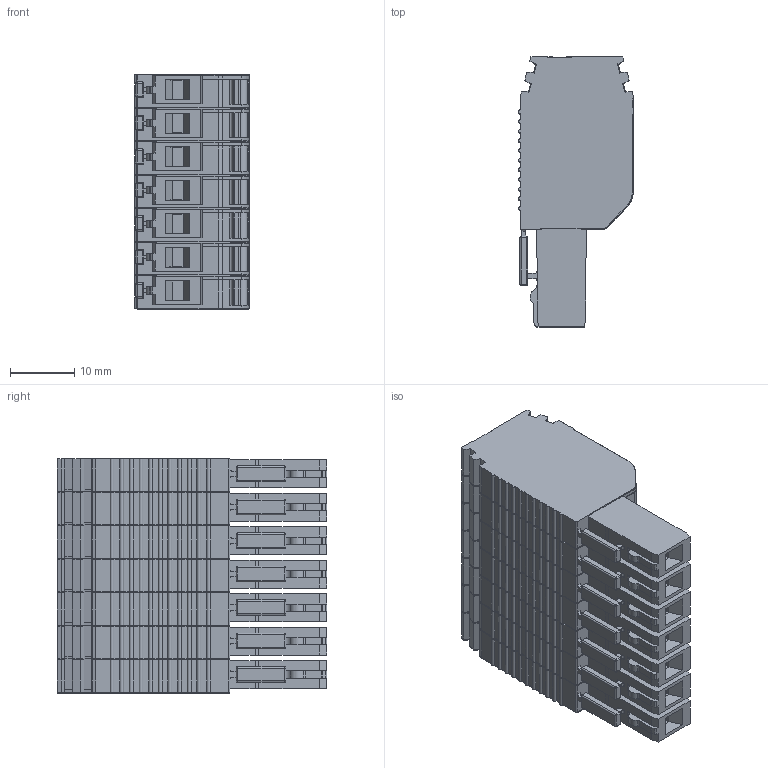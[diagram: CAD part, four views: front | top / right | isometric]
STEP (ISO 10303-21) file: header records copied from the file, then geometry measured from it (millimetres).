
FILE_DESCRIPTION (( 'STEP AP214' ), '1' );
FILE_NAME ('310209_SG_PT 2.5_7_Grey.STEP', '2017-09-27T05:07:11', ( '' ), ( '' ), 'SwSTEP 2.0', 'SolidWorks 2017', '' );
FILE_SCHEMA (( 'AUTOMOTIVE_DESIGN' ));
Length unit declared in the file: millimetre
Products named in the file (1): 310209_SG_PT 2.5_7_Grey
Bounding box: 17.82 x 41.9 x 36.4 mm (x, y, z)
Volume: 18487.4 mm3; surface area: 8599.2 mm2
Topology: 1 solids, 8 shells, 1971 faces, 5523 edges, 3547 vertices
Faces by surface type: plane 1396, cylinder 519, bspline 56
Entity records: 63058 total; most frequent: CARTESIAN_POINT 11868, ORIENTED_EDGE 10934, DIRECTION 10330, EDGE_CURVE 5467, VECTOR 4408, LINE 4408, VERTEX_POINT 3547, AXIS2_PLACEMENT_3D 2961
